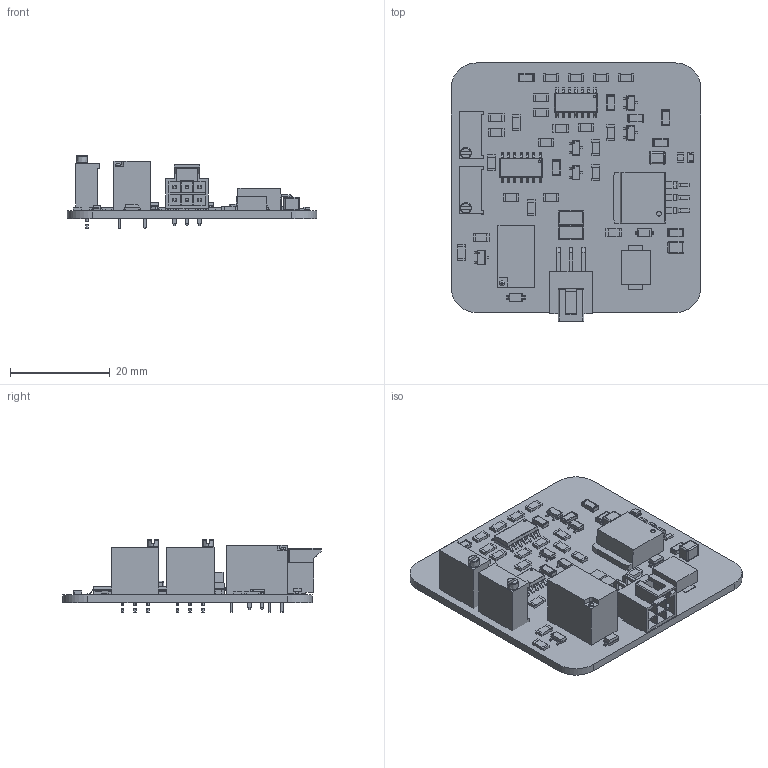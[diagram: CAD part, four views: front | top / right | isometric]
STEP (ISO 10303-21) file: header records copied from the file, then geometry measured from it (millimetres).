
FILE_DESCRIPTION(('Open CASCADE Model'),'2;1');
FILE_NAME('Open CASCADE Shape Model','2023-10-13T12:16:58',('Author'),( 'Open CASCADE'),'Open CASCADE STEP processor 7.5','Open CASCADE 7.5' ,'Unknown');
FILE_SCHEMA(('AUTOMOTIVE_DESIGN { 1 0 10303 214 1 1 1 1 }'));
Length unit declared in the file: millimetre
Products named in the file (104): PCB; Board; Open CASCADE STEP translator 7.5 1.1.1; R10; 3296W-1-100LF; R9; R24; CPF0805B15RE; term1; term2; body; D5; 150080RS75000; X1; G5V-1-DC5_RGB4408131; U3; LM339D; Body; PinsArrayLR; U2; U1; LM340S-12_NOPB; BODY-TO; HTSINK-TO263; LEAD-TO263; R23; CRCW1206300RFKEA; R22; R21; R19; R20; R18; R17; R16; R15; R14; R13; R12; R11; R8 ...
Assembly tree (143 placements, depth 4):
  PCB
    Board
      Open CASCADE STEP translator 7.5 1.1.1
    R10
      3296W-1-100LF
      3296W-1-100LF
      3296W-1-100LF
      3296W-1-100LF
    R9
      3296W-1-100LF
      3296W-1-100LF
      3296W-1-100LF
      3296W-1-100LF
    R24
      CPF0805B15RE
        term1
        term2
        body
    D5
      150080RS75000
    X1
      G5V-1-DC5_RGB4408131
    U3
      LM339D
        Body
        PinsArrayLR
    U2
      LM339D
        Body
        PinsArrayLR
    U1
      LM340S-12_NOPB
        BODY-TO
        HTSINK-TO263
        LEAD-TO263  x3
    R23
      CRCW1206300RFKEA
        term1
        term2
        body
    R22
      CRCW1206300RFKEA
        term1
        term2
        body
    R21
      CRCW1206300RFKEA
        term1
        term2
        body
    R19
      CRCW1206300RFKEA
        term1
        term2
        body
    R20
      CRCW1206300RFKEA
        term1
        term2
        body
Bounding box: 50 x 51.73 x 14.59 mm (x, y, z)
Volume: 6573.5 mm3; surface area: 10275.5 mm2
Topology: 184 solids, 184 shells, 2698 faces, 6489 edges, 4102 vertices
Faces by surface type: plane 1663, cylinder 487, bspline 460, sphere 78, cone 8, revolution 2
Full cylindrical faces by diameter (mm): 0.2 x5, 0.487 x2
Entity records: 45427 total; most frequent: CARTESIAN_POINT 9960, ORIENTED_EDGE 5986, DIRECTION 5795, EDGE_CURVE 2993, LINE 2347, VECTOR 2347, VERTEX_POINT 1913, AXIS2_PLACEMENT_3D 1723
